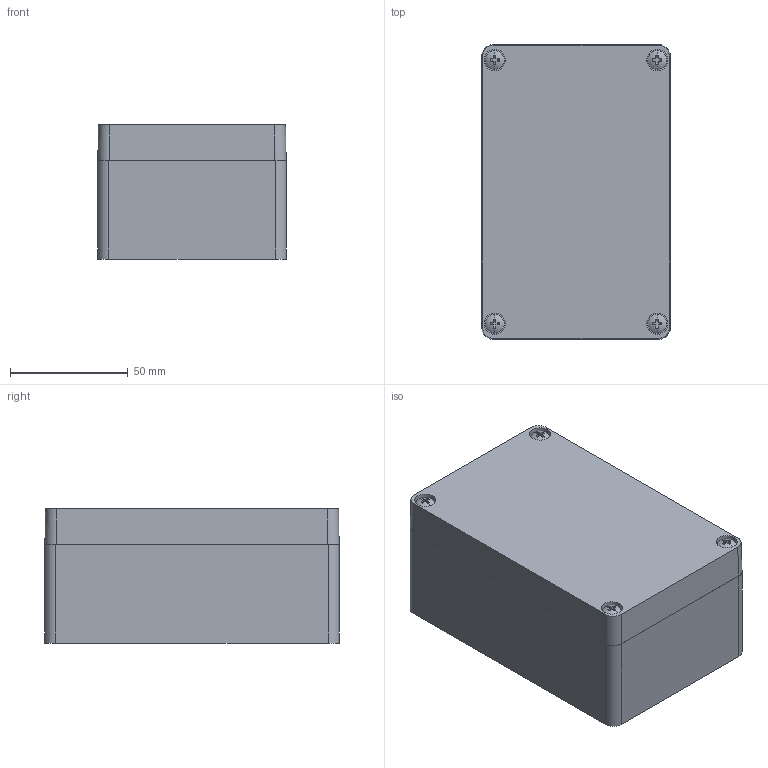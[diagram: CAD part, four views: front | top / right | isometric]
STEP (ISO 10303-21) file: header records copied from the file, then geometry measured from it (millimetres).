
FILE_DESCRIPTION (( 'STEP AP214' ), '1' );
FILE_NAME ('2011386.stp', '2019-08-21T12:53:13', ( '' ), ( '' ), 'SwSTEP 2.0', 'SolidWorks 2018', '' );
FILE_SCHEMA (( 'AUTOMOTIVE_DESIGN' ));
Length unit declared in the file: millimetre
Products named in the file (4): 064360_120805; 2011386; 064350_120806; P_063643_1_ISO 7045 - M4 x 12 - Z --- 12N
Assembly tree (6 placements, depth 2):
  2011386
    064350_120806
    064360_120805
    P_063643_1_ISO 7045 - M4 x 12 - Z --- 12N  x4
Bounding box: 80.02 x 125.02 x 57 mm (x, y, z)
Volume: 184646.2 mm3; surface area: 88326.5 mm2
Topology: 6 solids, 6 shells, 228 faces, 592 edges, 383 vertices
Faces by surface type: plane 116, cylinder 90, cone 14, sphere 8
Entity records: 5202 total; most frequent: CARTESIAN_POINT 961, DIRECTION 874, ORIENTED_EDGE 832, EDGE_CURVE 416, AXIS2_PLACEMENT_3D 316, VERTEX_POINT 275, VECTOR 242, LINE 242
